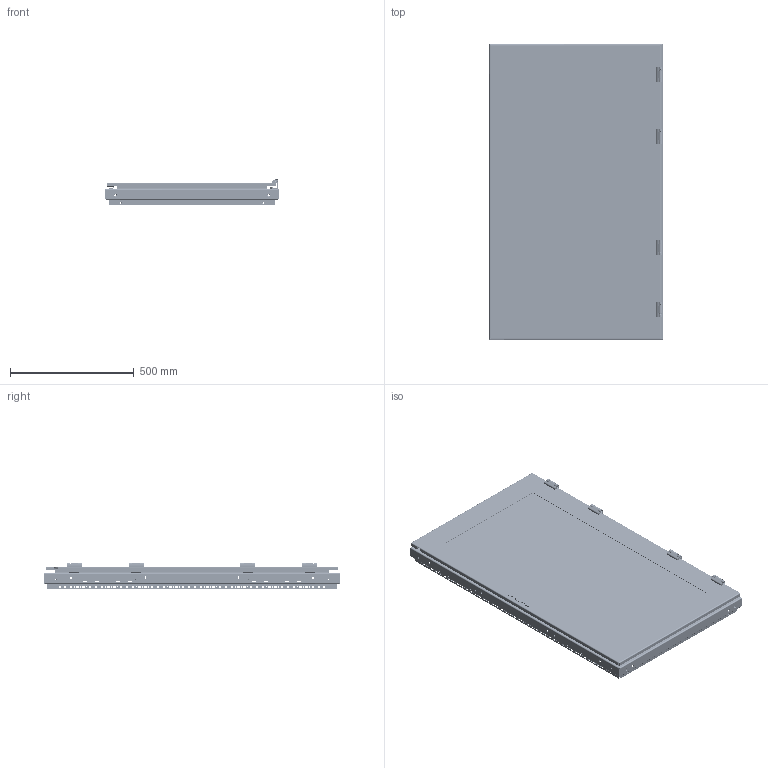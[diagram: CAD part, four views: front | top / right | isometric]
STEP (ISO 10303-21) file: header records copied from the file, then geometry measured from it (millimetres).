
FILE_DESCRIPTION (( 'STEP AP214' ), '1' );
FILE_NAME ('Ñâàðíàÿ ðàìà ñî ñòåêëÿííîé äâåðüþ W700H1200.STEP', '2024-08-22T10:26:42', ( '' ), ( '' ), 'SwSTEP 2.0', 'SolidWorks 2021', '' );
FILE_SCHEMA (( 'AUTOMOTIVE_DESIGN' ));
Length unit declared in the file: millimetre
Products named in the file (34): Çàêëåïêà ðåçüáîâàÿ Ì6 øåñòèãðàííàÿ ñ óìåíüøåííûì áîðòîì; Äâåðíîé ïðîôèëü ñò. ÌÊ 20 W700; Áîêîâîé ïðîôèëü1 H1200; ﾇ璋襃; 600.000; Âèíò Ì6õ16 ìåáåëüíûé; Ãàéêà Ì6 äëÿ øïèëüêè; Ãîðèçîíòàëüíûé ïðîôèëü1 W700; Çàêëåïêà ðåçüáîâàÿ Ì8 øåñòèãðàííàÿ ñ óìåíüøåííûì áîðòîì; Áîêîâîé ïðîôèëü H1200; 嵑謺麃 1; Óãîëîê äâåðíîé; Äâåðíîå ïîëîòíî ñò. ÌÊ-20 W700H1200; Ãîðèçîíòàëüíûé ïðîôèëü W700; 嵑謺麃 CL213-3; Âèíò Ì5õ10 ìåáåëüíûé; Ïðîêëàäêà W700H1200; 嵑謺麃 2; Áîêîâîé ïðîôèëü2 H1200; Ñâàðíàÿ ðàìà ñî ñòåêëÿííîé äâåðüþ W700H1200; ﾒ聰 ﾌﾊ-20 H1200; Äâåðíîé ïðîôèëü ñò. ÌÊ 20 Í1200; Çàãëóøêà òÿãè; Áîáûøêà; 项蜞轫铋 忤眚 DIN 7991 󊬱6; 栺樏鋋 W700H1200; Ñâàðíàÿ ðàìà W700H1200; Ãàñêåòèíã äâåðè W700H1200; 鎗鵻罻; Øïèëüêà ïðèâàðíàÿ Ì6õ25; Ãîðèçîíòàëüíûé ïðîôèëü2 W700; Øïèëüêà ïðèâàðíàÿ Ì6õ35; Øïèëüêà ïðèâàðíàÿ Ì6õ10; ﾄ粢 . ﾑﾁ W700H1200
Assembly tree (134 placements, depth 4):
  Ñâàðíàÿ ðàìà ñî ñòåêëÿííîé äâåðüþ W700H1200
    ﾄ粢 . ﾑﾁ W700H1200
      Äâåðíîå ïîëîòíî ñò. ÌÊ-20 W700H1200
      Ãàñêåòèíã äâåðè W700H1200
      Äâåðíîé ïðîôèëü ñò. ÌÊ 20 Í1200  x2
      Äâåðíîé ïðîôèëü ñò. ÌÊ 20 W700  x2
      ﾒ聰 ﾌﾊ-20 H1200
      栺樏鋋 W700H1200
      Ïðîêëàäêà W700H1200
      Øïèëüêà ïðèâàðíàÿ Ì6õ35  x2
      Øïèëüêà ïðèâàðíàÿ Ì6õ25  x14
      Øïèëüêà ïðèâàðíàÿ Ì6õ10  x4
      Çàãëóøêà òÿãè  x4
      Óãîëîê äâåðíîé  x4
      Ãàéêà Ì6 äëÿ øïèëüêè  x14
    Ñâàðíàÿ ðàìà W700H1200
      Ãîðèçîíòàëüíûé ïðîôèëü W700  x2
        Ãîðèçîíòàëüíûé ïðîôèëü1 W700
        Ãîðèçîíòàëüíûé ïðîôèëü2 W700
        600.000
        Áîáûøêà
      Áîêîâîé ïðîôèëü H1200  x2
        Áîêîâîé ïðîôèëü1 H1200
        Áîêîâîé ïðîôèëü2 H1200
      Çàêëåïêà ðåçüáîâàÿ Ì8 øåñòèãðàííàÿ ñ óìåíüøåííûì áîðòîì  x8
      Çàêëåïêà ðåçüáîâàÿ Ì6 øåñòèãðàííàÿ ñ óìåíüøåííûì áîðòîì  x26
    ﾇ璋襃  x4
    嵑謺麃 CL213-3  x4
      鎗鵻罻
      嵑謺麃 1
      嵑謺麃 2
    项蜞轫铋 忤眚 DIN 7991 󊬱6  x8
    Âèíò Ì5õ10 ìåáåëüíûé  x8
    Âèíò Ì6õ16 ìåáåëüíûé  x8
Bounding box: 701.2 x 1196 x 106.7 mm (x, y, z)
Volume: 5546766.5 mm3; surface area: 4517360.8 mm2
Topology: 141 solids, 141 shells, 9028 faces, 24542 edges, 15822 vertices
Faces by surface type: plane 4375, cylinder 3765, cone 560, bspline 276, torus 52
Entity records: 104391 total; most frequent: CARTESIAN_POINT 28616, ORIENTED_EDGE 15458, DIRECTION 15033, EDGE_CURVE 7729, LINE 5229, VECTOR 5229, VERTEX_POINT 5027, AXIS2_PLACEMENT_3D 4902
